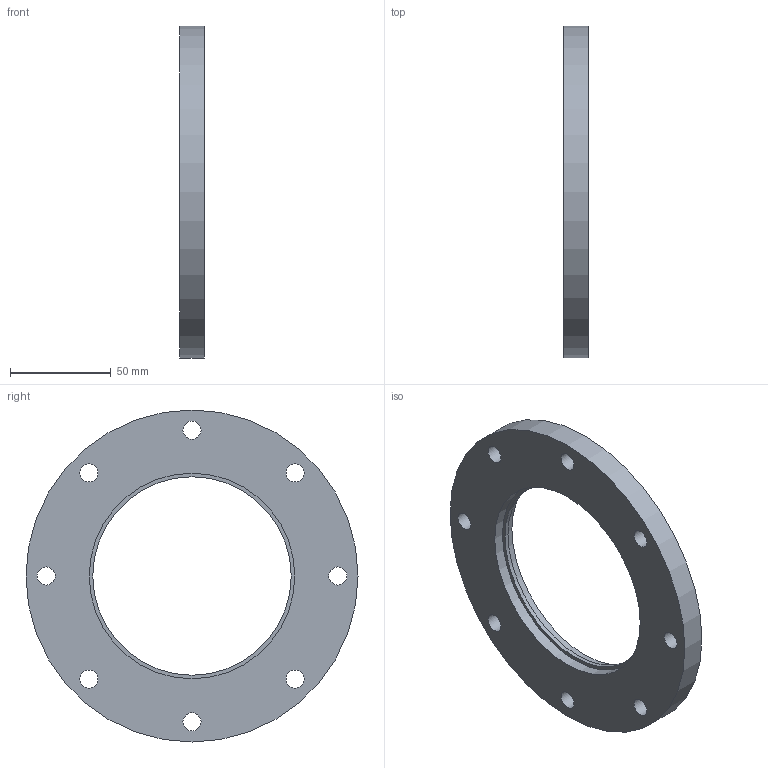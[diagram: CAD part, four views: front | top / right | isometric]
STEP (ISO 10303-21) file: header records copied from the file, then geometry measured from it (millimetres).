
FILE_DESCRIPTION(/* description */ (''),/* implementation_level */ '2;1');
FILE_NAME(/* name */ 'FL-100LFB-W.stp',/* time_stamp */ '2023-10-09T09:57:18+01:00',/* author */ ('PaulJarvis'),/* organization */ (''),/* preprocessor_version */ 'ST-DEVELOPER v19.2',/* originating_system */ 'Autodesk Inventor 2023',/* authorisation */ '');
FILE_SCHEMA (('AUTOMOTIVE_DESIGN { 1 0 10303 214 3 1 1 }'));
Length unit declared in the file: millimetre
Products named in the file (1): FL-100LFB-W
Bounding box: 12 x 165 x 165 mm (x, y, z)
Volume: 153306.5 mm3; surface area: 39238.2 mm2
Topology: 1 solids, 1 shells, 16 faces, 37 edges, 27 vertices
Faces by surface type: cylinder 12, plane 4
Full cylindrical faces by diameter (mm): 9 x8, 98.6 x1, 102.1 x1, 102.2 x1, 165 x1
Entity records: 557 total; most frequent: DIRECTION 94, CARTESIAN_POINT 80, ORIENTED_EDGE 72, AXIS2_PLACEMENT_3D 41, EDGE_LOOP 36, EDGE_CURVE 36, CIRCLE 24, VERTEX_POINT 24
